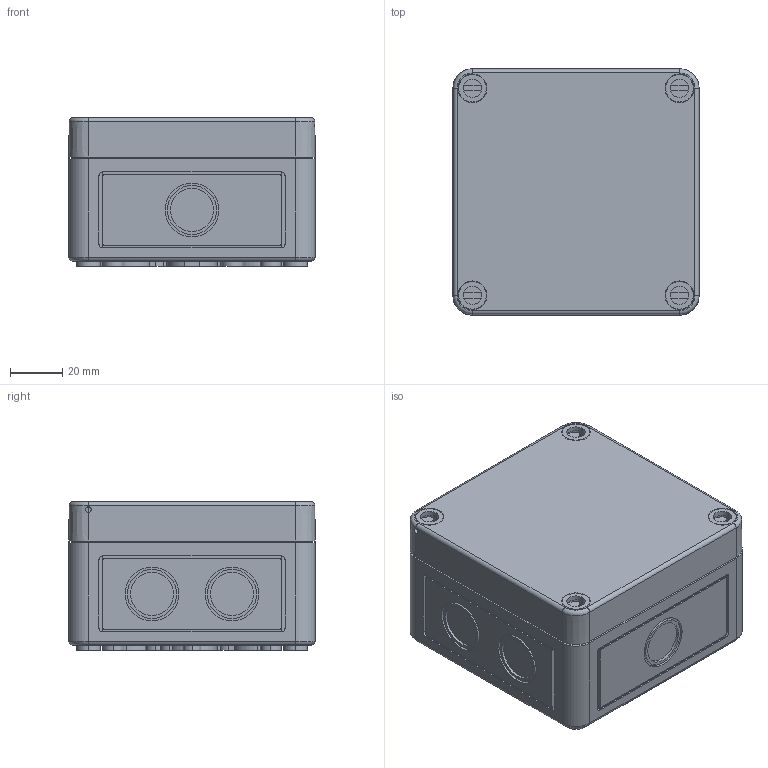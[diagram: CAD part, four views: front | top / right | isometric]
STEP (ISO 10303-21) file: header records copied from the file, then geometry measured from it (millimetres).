
FILE_DESCRIPTION (( 'STEP AP203' ), '1' );
FILE_NAME ('60090915.step', '2014-12-03T15:00:48', ( 'Windows-Benutzer' ), ( '' ), 'SwSTEP 2.0', 'SolidWorks 2014', '' );
FILE_SCHEMA (( 'CONFIG_CONTROL_DESIGN' ));
Length unit declared in the file: millimetre
Products named in the file (4): Kasten_TK99-m60090915; Deckel_TK99-660090915; Schraube_TK34mm-grau60090915; 60090915
Assembly tree (6 placements, depth 2):
  60090915
    Kasten_TK99-m60090915
    Deckel_TK99-660090915
    Schraube_TK34mm-grau60090915  x4
Bounding box: 94 x 94 x 56.7 mm (x, y, z)
Volume: 120710.8 mm3; surface area: 97007.5 mm2
Topology: 6 solids, 6 shells, 833 faces, 2096 edges, 1368 vertices
Faces by surface type: plane 405, cylinder 346, cone 66, torus 16
Entity records: 21866 total; most frequent: DIRECTION 3920, CARTESIAN_POINT 3784, ORIENTED_EDGE 3532, EDGE_CURVE 1766, AXIS2_PLACEMENT_3D 1468, VERTEX_POINT 1152, VECTOR 984, LINE 984
